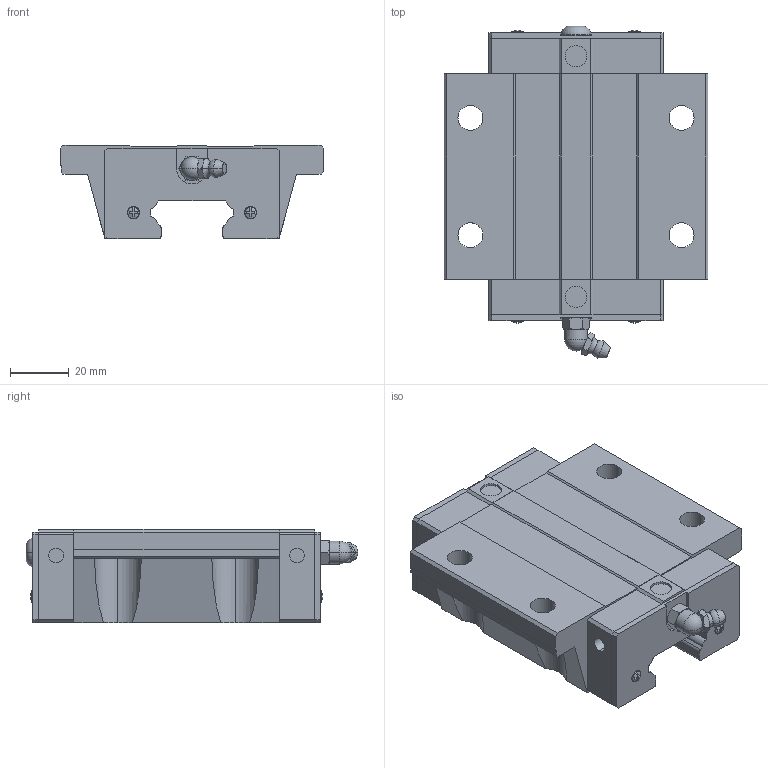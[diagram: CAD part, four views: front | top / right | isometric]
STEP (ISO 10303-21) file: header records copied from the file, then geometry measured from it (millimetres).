
FILE_DESCRIPTION(('STEP AP214'),'1');
FILE_NAME('cctmp_F908D76F-DB57-448F-813B-1412A5EAF6CB_2024_08_08_16_40_26_0000..stp','2024-08-08T14:40:26',('HIWIN GmbH'),('CADClick - www.CADClick.com'),'Spatial InterOp 3D',' ','unknown authorization');
FILE_SCHEMA(('AUTOMOTIVE_DESIGN'));
Length unit declared in the file: millimetre
Products named in the file (1): EGW30CCZ0C_FILE
Bounding box: 90 x 113.21 x 32 mm (x, y, z)
Volume: 175812.2 mm3; surface area: 31200.3 mm2
Topology: 1 solids, 5 shells, 346 faces, 918 edges, 596 vertices
Faces by surface type: plane 204, cylinder 84, cone 38, torus 18, sphere 2
Entity records: 13712 total; most frequent: CARTESIAN_POINT 2395, ORIENTED_EDGE 1832, DIRECTION 1742, EDGE_CURVE 916, VERTEX_POINT 596, AXIS2_PLACEMENT_3D 595, LINE 552, VECTOR 552
